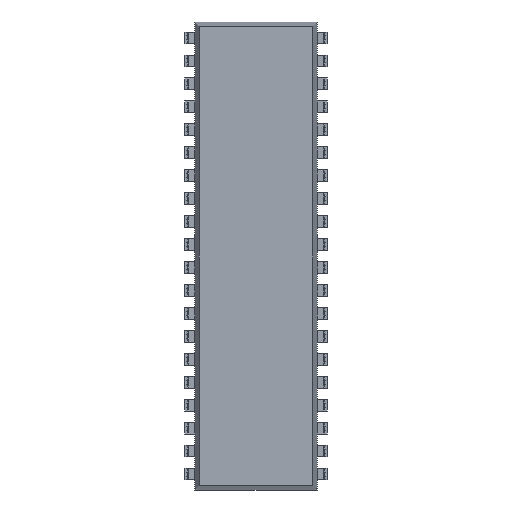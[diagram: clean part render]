
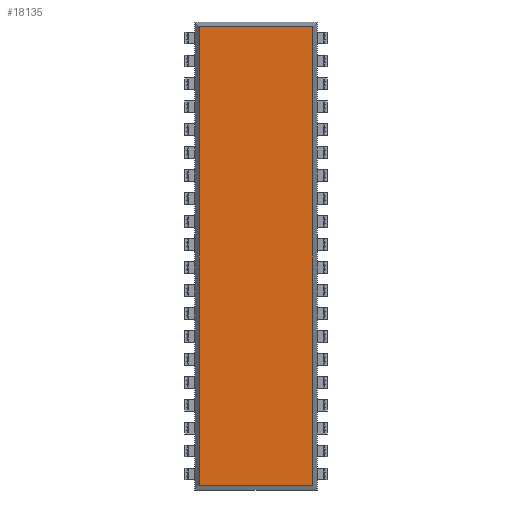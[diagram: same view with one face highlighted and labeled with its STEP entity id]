
A CAD part, front view. The second image highlights one B-rep face of the part: STEP entity #18135.
In plain terms, the highlighted planar face has unit normal (0, -1, 0).
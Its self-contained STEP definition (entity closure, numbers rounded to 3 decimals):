
#18045 = VERTEX_POINT('',#18046);
#18046 = CARTESIAN_POINT('',(6.262,0.381,-25.376));
#18052 = EDGE_CURVE('',#18053,#18045,#18055,.T.);
#18053 = VERTEX_POINT('',#18054);
#18054 = CARTESIAN_POINT('',(-6.262,0.381,-25.376));
#18055 = LINE('',#18056,#18057);
#18056 = CARTESIAN_POINT('',(-6.763,0.381,-25.376));
#18057 = VECTOR('',#18058,1.);
#18058 = DIRECTION('',(1.,-0.,0.));
#18076 = VERTEX_POINT('',#18077);
#18077 = CARTESIAN_POINT('',(6.262,0.381,25.376));
#18083 = EDGE_CURVE('',#18045,#18076,#18084,.T.);
#18084 = LINE('',#18085,#18086);
#18085 = CARTESIAN_POINT('',(6.262,0.381,-25.876));
#18086 = VECTOR('',#18087,1.);
#18087 = DIRECTION('',(0.,-0.,1.));
#18100 = VERTEX_POINT('',#18101);
#18101 = CARTESIAN_POINT('',(-6.262,0.381,25.376));
#18107 = EDGE_CURVE('',#18076,#18100,#18108,.T.);
#18108 = LINE('',#18109,#18110);
#18109 = CARTESIAN_POINT('',(6.763,0.381,25.376));
#18110 = VECTOR('',#18111,1.);
#18111 = DIRECTION('',(-1.,-0.,0.));
#18124 = EDGE_CURVE('',#18100,#18053,#18125,.T.);
#18125 = LINE('',#18126,#18127);
#18126 = CARTESIAN_POINT('',(-6.262,0.381,25.876));
#18127 = VECTOR('',#18128,1.);
#18128 = DIRECTION('',(0.,-0.,-1.));
#18135 = ADVANCED_FACE('',(#18136),#18142,.T.);
#18136 = FACE_BOUND('',#18137,.T.);
#18137 = EDGE_LOOP('',(#18138,#18139,#18140,#18141));
#18138 = ORIENTED_EDGE('',*,*,#18052,.T.);
#18139 = ORIENTED_EDGE('',*,*,#18083,.T.);
#18140 = ORIENTED_EDGE('',*,*,#18107,.T.);
#18141 = ORIENTED_EDGE('',*,*,#18124,.T.);
#18142 = PLANE('',#18143);
#18143 = AXIS2_PLACEMENT_3D('',#18144,#18145,#18146);
#18144 = CARTESIAN_POINT('',(0.,0.381,0.));
#18145 = DIRECTION('',(0.,-1.,0.));
#18146 = DIRECTION('',(0.,-0.,-1.));
